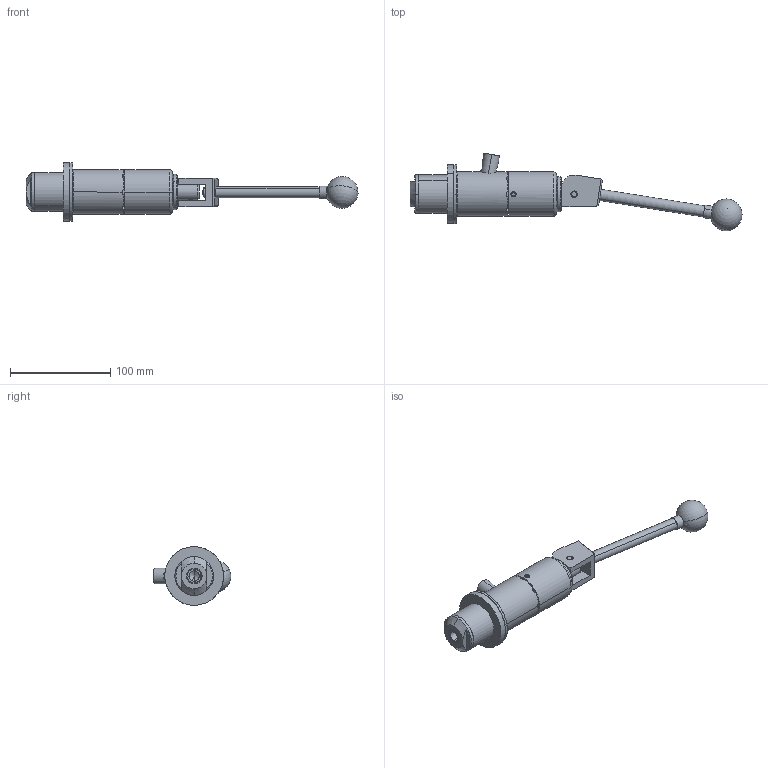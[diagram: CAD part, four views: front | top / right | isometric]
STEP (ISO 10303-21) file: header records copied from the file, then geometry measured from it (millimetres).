
FILE_DESCRIPTION (( 'STEP AP214' ), '1' );
FILE_NAME ('CTSC-003904.STEP', '2025-06-26T15:47:36', ( '' ), ( '' ), 'SwSTEP 2.0', 'SolidWorks 2023', '' );
FILE_SCHEMA (( 'AUTOMOTIVE_DESIGN' ));
Length unit declared in the file: inch
Products named in the file (1): CTSC-003904
Bounding box: 330.67 x 77.27 x 58.42 mm (x, y, z)
Volume: 267444.1 mm3; surface area: 65752.2 mm2
Topology: 9 solids, 9 shells, 282 faces, 685 edges, 433 vertices
Faces by surface type: cylinder 117, plane 104, cone 44, torus 12, bspline 3, sphere 2
Entity records: 13618 total; most frequent: CARTESIAN_POINT 3398, DIRECTION 1378, ORIENTED_EDGE 1352, EDGE_CURVE 676, AXIS2_PLACEMENT_3D 544, VERTEX_POINT 430, EDGE_LOOP 318, LINE 290
